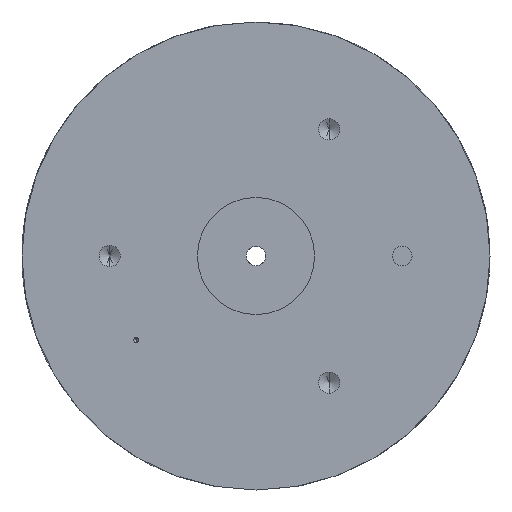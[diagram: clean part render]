
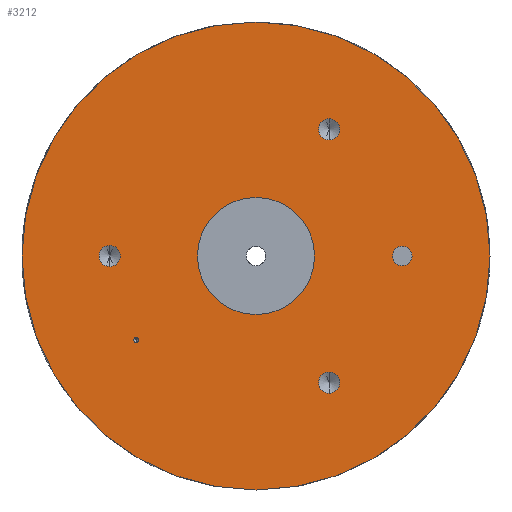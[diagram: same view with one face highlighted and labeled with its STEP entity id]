
A CAD part, front view. The second image highlights one B-rep face of the part: STEP entity #3212.
In plain terms, the highlighted planar face has unit normal (0, -1, 0).
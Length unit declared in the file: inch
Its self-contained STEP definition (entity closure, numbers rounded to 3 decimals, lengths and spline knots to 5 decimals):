
#3 = CIRCLE ( 'NONE', #8504, 0.375 ) ;
#10 = EDGE_LOOP ( 'NONE', ( #1612, #4861 ) ) ;
#40 = ORIENTED_EDGE ( 'NONE', *, *, #1275, .T. ) ;
#143 = DIRECTION ( 'NONE',  ( 0., 0., 1. ) ) ;
#147 = CARTESIAN_POINT ( 'NONE',  ( -1.00884, -1.74612, -0.33332 ) ) ;
#170 = EDGE_CURVE ( 'NONE', #1033, #9212, #7609, .T. ) ;
#185 = CARTESIAN_POINT ( 'NONE',  ( -0.07134, -1.74612, -0.33332 ) ) ;
#193 = EDGE_CURVE ( 'NONE', #7217, #7207, #271, .T. ) ;
#271 = CIRCLE ( 'NONE', #1787, 0.01575 ) ;
#276 = PLANE ( 'NONE',  #1731 ) ;
#283 = EDGE_CURVE ( 'NONE', #3184, #4623, #1732, .T. ) ;
#293 = CIRCLE ( 'NONE', #5434, 0.068 ) ;
#325 = CARTESIAN_POINT ( 'NONE',  ( 0.39741, -1.74612, -1.14522 ) ) ;
#366 = DIRECTION ( 'NONE',  ( 0., 1., 0. ) ) ;
#467 = AXIS2_PLACEMENT_3D ( 'NONE', #2368, #7322, #3090 ) ;
#488 = VERTEX_POINT ( 'NONE', #3662 ) ;
#505 = CIRCLE ( 'NONE', #4524, 0.375 ) ;
#533 = CARTESIAN_POINT ( 'NONE',  ( -0.8393, -1.74612, -0.8553 ) ) ;
#534 = AXIS2_PLACEMENT_3D ( 'NONE', #5634, #1363, #6324 ) ;
#569 = CARTESIAN_POINT ( 'NONE',  ( 0.39741, -1.74612, -1.14522 ) ) ;
#739 = EDGE_CURVE ( 'NONE', #9212, #1033, #5199, .T. ) ;
#816 = AXIS2_PLACEMENT_3D ( 'NONE', #325, #5314, #1032 ) ;
#825 = CARTESIAN_POINT ( 'NONE',  ( -1.00884, -1.74612, -0.33332 ) ) ;
#866 = DIRECTION ( 'NONE',  ( 0., 0., -1. ) ) ;
#938 = CARTESIAN_POINT ( 'NONE',  ( 0.86616, -1.74612, -0.33332 ) ) ;
#985 = DIRECTION ( 'NONE',  ( 0., 0., 1. ) ) ;
#1032 = DIRECTION ( 'NONE',  ( 0., 0., -1. ) ) ;
#1033 = VERTEX_POINT ( 'NONE', #3652 ) ;
#1092 = EDGE_CURVE ( 'NONE', #5173, #4903, #2645, .T. ) ;
#1237 = CARTESIAN_POINT ( 'NONE',  ( 0.39741, -1.74612, 0.47858 ) ) ;
#1275 = EDGE_CURVE ( 'NONE', #4623, #3184, #4093, .T. ) ;
#1297 = DIRECTION ( 'NONE',  ( 0., 0., -1. ) ) ;
#1335 = CARTESIAN_POINT ( 'NONE',  ( -1.00884, -1.74612, -0.26532 ) ) ;
#1343 = ORIENTED_EDGE ( 'NONE', *, *, #1092, .F. ) ;
#1363 = DIRECTION ( 'NONE',  ( 0., 1., 0. ) ) ;
#1369 = EDGE_CURVE ( 'NONE', #1498, #9105, #7841, .T. ) ;
#1379 = DIRECTION ( 'NONE',  ( 0., 1., 0. ) ) ;
#1408 = EDGE_CURVE ( 'NONE', #6092, #2784, #293, .T. ) ;
#1498 = VERTEX_POINT ( 'NONE', #5130 ) ;
#1519 = FACE_BOUND ( 'NONE', #8589, .T. ) ;
#1553 = AXIS2_PLACEMENT_3D ( 'NONE', #1237, #6212, #1972 ) ;
#1555 = DIRECTION ( 'NONE',  ( 0., 0., -1. ) ) ;
#1606 = AXIS2_PLACEMENT_3D ( 'NONE', #825, #5809, #1555 ) ;
#1612 = ORIENTED_EDGE ( 'NONE', *, *, #7514, .F. ) ;
#1631 = CARTESIAN_POINT ( 'NONE',  ( 0.86616, -1.74612, -0.39607 ) ) ;
#1667 = DIRECTION ( 'NONE',  ( 0., 0., 1. ) ) ;
#1731 = AXIS2_PLACEMENT_3D ( 'NONE', #185, #5261, #985 ) ;
#1732 = CIRCLE ( 'NONE', #3699, 0.06275 ) ;
#1748 = FACE_BOUND ( 'NONE', #2497, .T. ) ;
#1787 = AXIS2_PLACEMENT_3D ( 'NONE', #2475, #7431, #3201 ) ;
#1822 = ORIENTED_EDGE ( 'NONE', *, *, #7279, .T. ) ;
#1839 = EDGE_LOOP ( 'NONE', ( #1822, #6474 ) ) ;
#1862 = CIRCLE ( 'NONE', #467, 0.01575 ) ;
#1897 = DIRECTION ( 'NONE',  ( 0., 1., 0. ) ) ;
#1945 = EDGE_CURVE ( 'NONE', #7207, #7217, #1862, .T. ) ;
#1972 = DIRECTION ( 'NONE',  ( 0., 0., -1. ) ) ;
#2045 = ORIENTED_EDGE ( 'NONE', *, *, #170, .F. ) ;
#2368 = CARTESIAN_POINT ( 'NONE',  ( -0.8393, -1.74612, -0.87104 ) ) ;
#2374 = CARTESIAN_POINT ( 'NONE',  ( 0.39741, -1.74612, 0.41058 ) ) ;
#2475 = CARTESIAN_POINT ( 'NONE',  ( -0.8393, -1.74612, -0.87104 ) ) ;
#2497 = EDGE_LOOP ( 'NONE', ( #7958, #8022 ) ) ;
#2645 = CIRCLE ( 'NONE', #1606, 0.068 ) ;
#2784 = VERTEX_POINT ( 'NONE', #8096 ) ;
#3004 = CIRCLE ( 'NONE', #1553, 0.068 ) ;
#3038 = AXIS2_PLACEMENT_3D ( 'NONE', #8649, #4412, #143 ) ;
#3090 = DIRECTION ( 'NONE',  ( 0., 0., -1. ) ) ;
#3116 = DIRECTION ( 'NONE',  ( 0., -1., 0. ) ) ;
#3184 = VERTEX_POINT ( 'NONE', #1631 ) ;
#3201 = DIRECTION ( 'NONE',  ( 0., 0., -1. ) ) ;
#3212 = ADVANCED_FACE ( 'NONE', ( #3421, #5299, #3642, #1748, #1519, #8835, #6959 ), #276, .F. ) ;
#3309 = ORIENTED_EDGE ( 'NONE', *, *, #4432, .F. ) ;
#3421 = FACE_BOUND ( 'NONE', #8828, .T. ) ;
#3642 = FACE_BOUND ( 'NONE', #8438, .T. ) ;
#3652 = CARTESIAN_POINT ( 'NONE',  ( 0.39741, -1.74612, -1.07722 ) ) ;
#3662 = CARTESIAN_POINT ( 'NONE',  ( -0.07134, -1.74612, 0.04168 ) ) ;
#3699 = AXIS2_PLACEMENT_3D ( 'NONE', #4626, #366, #5353 ) ;
#3726 = CARTESIAN_POINT ( 'NONE',  ( 0.39741, -1.74612, -1.21322 ) ) ;
#4093 = CIRCLE ( 'NONE', #4456, 0.06275 ) ;
#4367 = CARTESIAN_POINT ( 'NONE',  ( -0.07134, -1.74612, -1.83332 ) ) ;
#4412 = DIRECTION ( 'NONE',  ( 0., 1., 0. ) ) ;
#4432 = EDGE_CURVE ( 'NONE', #4903, #5173, #7656, .T. ) ;
#4449 = ORIENTED_EDGE ( 'NONE', *, *, #739, .F. ) ;
#4456 = AXIS2_PLACEMENT_3D ( 'NONE', #938, #5922, #1667 ) ;
#4524 = AXIS2_PLACEMENT_3D ( 'NONE', #5650, #1379, #6340 ) ;
#4623 = VERTEX_POINT ( 'NONE', #6055 ) ;
#4626 = CARTESIAN_POINT ( 'NONE',  ( 0.86616, -1.74612, -0.33332 ) ) ;
#4769 = EDGE_CURVE ( 'NONE', #2784, #6092, #3004, .T. ) ;
#4812 = ORIENTED_EDGE ( 'NONE', *, *, #1945, .F. ) ;
#4861 = ORIENTED_EDGE ( 'NONE', *, *, #1369, .F. ) ;
#4903 = VERTEX_POINT ( 'NONE', #1335 ) ;
#4964 = VERTEX_POINT ( 'NONE', #5060 ) ;
#5060 = CARTESIAN_POINT ( 'NONE',  ( -0.07134, -1.74612, -0.70832 ) ) ;
#5130 = CARTESIAN_POINT ( 'NONE',  ( -0.07134, -1.74612, 1.16668 ) ) ;
#5133 = DIRECTION ( 'NONE',  ( 0., -1., 0. ) ) ;
#5173 = VERTEX_POINT ( 'NONE', #6708 ) ;
#5199 = CIRCLE ( 'NONE', #8913, 0.068 ) ;
#5261 = DIRECTION ( 'NONE',  ( 0., 1., 0. ) ) ;
#5299 = FACE_BOUND ( 'NONE', #8392, .T. ) ;
#5314 = DIRECTION ( 'NONE',  ( 0., -1., 0. ) ) ;
#5353 = DIRECTION ( 'NONE',  ( 0., 0., 1. ) ) ;
#5434 = AXIS2_PLACEMENT_3D ( 'NONE', #7351, #3116, #8058 ) ;
#5571 = DIRECTION ( 'NONE',  ( 0., -1., 0. ) ) ;
#5634 = CARTESIAN_POINT ( 'NONE',  ( -0.07134, -1.74612, -0.33332 ) ) ;
#5650 = CARTESIAN_POINT ( 'NONE',  ( -0.07134, -1.74612, -0.33332 ) ) ;
#5809 = DIRECTION ( 'NONE',  ( 0., -1., 0. ) ) ;
#5922 = DIRECTION ( 'NONE',  ( 0., 1., 0. ) ) ;
#6055 = CARTESIAN_POINT ( 'NONE',  ( 0.86616, -1.74612, -0.27057 ) ) ;
#6092 = VERTEX_POINT ( 'NONE', #2374 ) ;
#6141 = CARTESIAN_POINT ( 'NONE',  ( -0.07134, -1.74612, -0.33332 ) ) ;
#6212 = DIRECTION ( 'NONE',  ( 0., -1., 0. ) ) ;
#6225 = CARTESIAN_POINT ( 'NONE',  ( -0.8393, -1.74612, -0.88679 ) ) ;
#6324 = DIRECTION ( 'NONE',  ( 0., 0., 1. ) ) ;
#6340 = DIRECTION ( 'NONE',  ( 0., 0., 1. ) ) ;
#6474 = ORIENTED_EDGE ( 'NONE', *, *, #6655, .T. ) ;
#6485 = AXIS2_PLACEMENT_3D ( 'NONE', #147, #5133, #866 ) ;
#6655 = EDGE_CURVE ( 'NONE', #488, #4964, #3, .T. ) ;
#6708 = CARTESIAN_POINT ( 'NONE',  ( -1.00884, -1.74612, -0.40132 ) ) ;
#6843 = ORIENTED_EDGE ( 'NONE', *, *, #283, .T. ) ;
#6859 = DIRECTION ( 'NONE',  ( 0., 0., 1. ) ) ;
#6959 = FACE_BOUND ( 'NONE', #1839, .T. ) ;
#7207 = VERTEX_POINT ( 'NONE', #6225 ) ;
#7217 = VERTEX_POINT ( 'NONE', #533 ) ;
#7279 = EDGE_CURVE ( 'NONE', #4964, #488, #505, .T. ) ;
#7322 = DIRECTION ( 'NONE',  ( 0., -1., 0. ) ) ;
#7351 = CARTESIAN_POINT ( 'NONE',  ( 0.39741, -1.74612, 0.47858 ) ) ;
#7431 = DIRECTION ( 'NONE',  ( 0., -1., 0. ) ) ;
#7514 = EDGE_CURVE ( 'NONE', #9105, #1498, #9063, .T. ) ;
#7609 = CIRCLE ( 'NONE', #816, 0.068 ) ;
#7656 = CIRCLE ( 'NONE', #6485, 0.068 ) ;
#7841 = CIRCLE ( 'NONE', #3038, 1.5 ) ;
#7958 = ORIENTED_EDGE ( 'NONE', *, *, #1408, .F. ) ;
#8022 = ORIENTED_EDGE ( 'NONE', *, *, #4769, .F. ) ;
#8058 = DIRECTION ( 'NONE',  ( 0., 0., -1. ) ) ;
#8096 = CARTESIAN_POINT ( 'NONE',  ( 0.39741, -1.74612, 0.54658 ) ) ;
#8392 = EDGE_LOOP ( 'NONE', ( #6843, #40 ) ) ;
#8438 = EDGE_LOOP ( 'NONE', ( #1343, #3309 ) ) ;
#8504 = AXIS2_PLACEMENT_3D ( 'NONE', #6141, #1897, #6859 ) ;
#8589 = EDGE_LOOP ( 'NONE', ( #4449, #2045 ) ) ;
#8649 = CARTESIAN_POINT ( 'NONE',  ( -0.07134, -1.74612, -0.33332 ) ) ;
#8828 = EDGE_LOOP ( 'NONE', ( #4812, #9175 ) ) ;
#8835 = FACE_OUTER_BOUND ( 'NONE', #10, .T. ) ;
#8913 = AXIS2_PLACEMENT_3D ( 'NONE', #569, #5571, #1297 ) ;
#9063 = CIRCLE ( 'NONE', #534, 1.5 ) ;
#9105 = VERTEX_POINT ( 'NONE', #4367 ) ;
#9175 = ORIENTED_EDGE ( 'NONE', *, *, #193, .F. ) ;
#9212 = VERTEX_POINT ( 'NONE', #3726 ) ;
